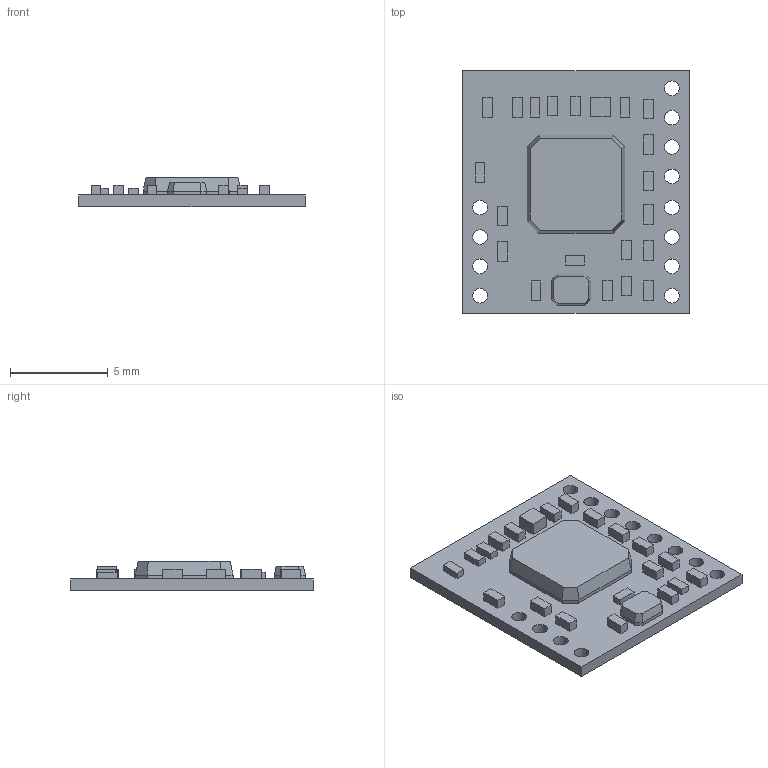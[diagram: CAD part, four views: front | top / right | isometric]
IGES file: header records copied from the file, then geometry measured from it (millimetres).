
Start section: START RECORD GO HERE.
Global section: file name: nanohub-rev1-mechanical.igs; native system: DASSAULT SYSTEMES CATIA Version 5-6 Release 2016 - www.3ds.com; preprocessor: V5-6R2016_5.26.0.0.10-09-2015.18.00; author: Emile; organization: Fluffy2; date: 20170219.205226; units: millimetre
Bounding box: 11.6 x 12.4 x 1.5 mm (x, y, z)
Surface area: 370.7 mm2 (no closed solid volume)
Topology: 0 solids, 0 shells, 169 faces, 832 edges, 832 vertices
Faces by surface type: plane 145, revolution 24
